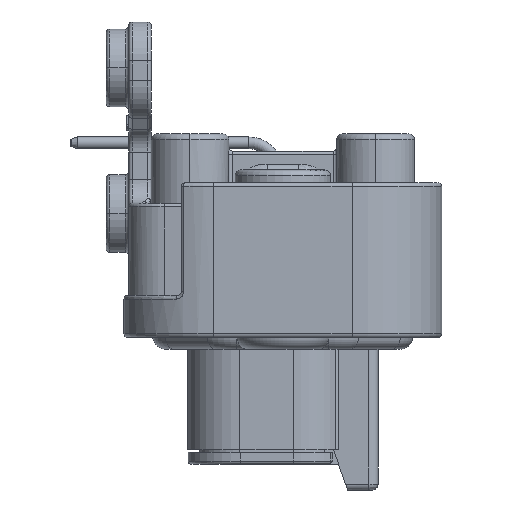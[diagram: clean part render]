
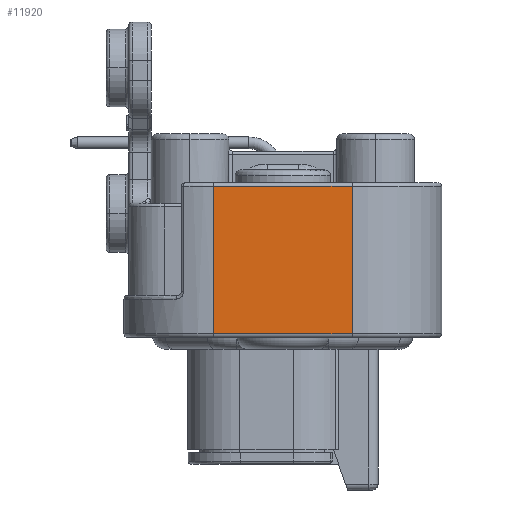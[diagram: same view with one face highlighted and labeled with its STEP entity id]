
A CAD part, front view. The second image highlights one B-rep face of the part: STEP entity #11920.
In plain terms, the highlighted planar face has unit normal (0, -1, 0).
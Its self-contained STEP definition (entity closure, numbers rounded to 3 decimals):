
#1078=DIRECTION('',(-1.,0.,0.));
#1079=VECTOR('',#1078,11.75);
#1080=CARTESIAN_POINT('',(7.25,-18.409,9.85));
#1081=LINE('',#1080,#1079);
#1082=DIRECTION('',(0.,0.,1.));
#1083=VECTOR('',#1082,12.5);
#1084=CARTESIAN_POINT('',(-4.5,-18.409,9.85));
#1085=LINE('',#1084,#1083);
#1086=DIRECTION('',(1.,0.,0.));
#1087=VECTOR('',#1086,11.75);
#1088=CARTESIAN_POINT('',(-4.5,-18.409,22.35));
#1089=LINE('',#1088,#1087);
#1090=DIRECTION('',(0.,0.,-1.));
#1091=VECTOR('',#1090,12.5);
#1092=CARTESIAN_POINT('',(7.25,-18.409,22.35));
#1093=LINE('',#1092,#1091);
#9151=CARTESIAN_POINT('',(-4.5,-18.409,22.35));
#9153=VERTEX_POINT('',#9151);
#9156=CARTESIAN_POINT('',(7.25,-18.409,22.35));
#9157=VERTEX_POINT('',#9156);
#9258=CARTESIAN_POINT('',(7.25,-18.409,9.85));
#9259=VERTEX_POINT('',#9258);
#9262=CARTESIAN_POINT('',(-4.5,-18.409,9.85));
#9263=VERTEX_POINT('',#9262);
#11908=CARTESIAN_POINT('',(-12.1,-18.409,22.65));
#11909=DIRECTION('',(0.,-1.,0.));
#11910=DIRECTION('',(0.,0.,-1.));
#11911=AXIS2_PLACEMENT_3D('',#11908,#11909,#11910);
#11912=PLANE('',#11911);
#11913=ORIENTED_EDGE('',*,*,#10910,.T.);
#11914=ORIENTED_EDGE('',*,*,#10944,.T.);
#11916=ORIENTED_EDGE('',*,*,#11915,.T.);
#11917=ORIENTED_EDGE('',*,*,#11900,.T.);
#11918=EDGE_LOOP('',(#11913,#11914,#11916,#11917));
#11919=FACE_OUTER_BOUND('',#11918,.F.);
#11920=ADVANCED_FACE('',(#11919),#11912,.T.);
#10910=EDGE_CURVE('',#9259,#9263,#1081,.T.);
#10944=EDGE_CURVE('',#9263,#9153,#1085,.T.);
#11900=EDGE_CURVE('',#9157,#9259,#1093,.T.);
#11915=EDGE_CURVE('',#9153,#9157,#1089,.T.);
